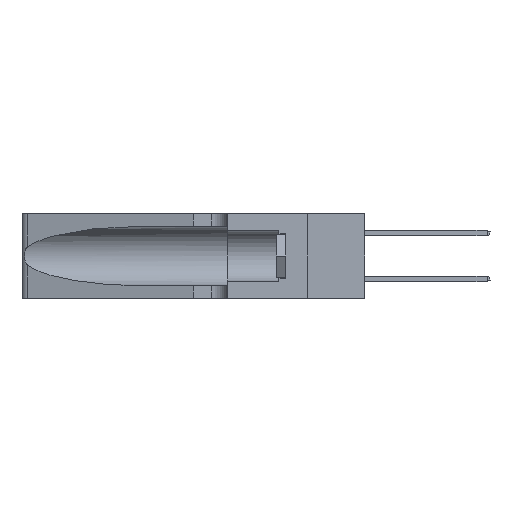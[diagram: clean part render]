
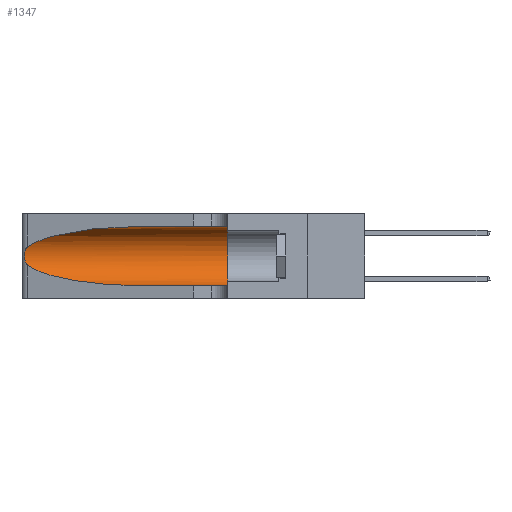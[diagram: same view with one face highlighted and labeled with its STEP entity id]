
A CAD part, left-side view. The second image highlights one B-rep face of the part: STEP entity #1347.
In plain terms, the highlighted cylindrical face has radius 3.308 mm (diameter 6.617 mm), a partial arc.
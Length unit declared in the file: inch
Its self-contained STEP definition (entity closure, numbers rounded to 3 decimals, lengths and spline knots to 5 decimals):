
#181 = B_SPLINE_CURVE_WITH_KNOTS ( 'NONE', 3,
 ( #17039, #22308, #13563, #2495, #15337, #4369, #17119, #6264, #18885, #8148, #20631, #9987, #22380, #11841 ),
 .UNSPECIFIED., .F., .F.,
 ( 4, 2, 2, 2, 2, 2, 4 ),
 ( 0., 0.00027, 0.00053, 0.00107, 0.0016, 0.00187, 0.00214 ),
 .UNSPECIFIED. ) ;
#373 = DIRECTION ( 'NONE',  ( 0., -1., 0. ) ) ;
#445 = FACE_OUTER_BOUND ( 'NONE', #6886, .T. ) ;
#491 =( BOUNDED_CURVE ( )  B_SPLINE_CURVE ( 3, ( #7550, #18312, #14852, #3831 ),
 .UNSPECIFIED., .F., .F. ) 
 B_SPLINE_CURVE_WITH_KNOTS ( ( 4, 4 ),
 ( 1.5708, 2.84003 ),
 .UNSPECIFIED. ) 
 CURVE ( )  GEOMETRIC_REPRESENTATION_ITEM ( )  RATIONAL_B_SPLINE_CURVE ( ( 1., 0.87, 0.87, 1. ) ) 
 REPRESENTATION_ITEM ( '' )  );
#1347 = ADVANCED_FACE ( 'NONE', ( #445 ), #9765, .F. ) ;
#2273 =( BOUNDED_CURVE ( )  B_SPLINE_CURVE ( 3, ( #8938, #12528, #23075, #21385 ),
 .UNSPECIFIED., .F., .T. ) 
 B_SPLINE_CURVE_WITH_KNOTS ( ( 4, 4 ),
 ( 3.44316, 4.71239 ),
 .UNSPECIFIED. ) 
 CURVE ( )  GEOMETRIC_REPRESENTATION_ITEM ( )  RATIONAL_B_SPLINE_CURVE ( ( 1., 0.87, 0.87, 1. ) ) 
 REPRESENTATION_ITEM ( '' )  );
#2336 = AXIS2_PLACEMENT_3D ( 'NONE', #13910, #20373, #14094 ) ;
#2495 = CARTESIAN_POINT ( 'NONE',  ( 0.25787, 1.23484, 0.2124 ) ) ;
#3289 = CARTESIAN_POINT ( 'NONE',  ( 0.1305, 1.61858, 0.05475 ) ) ;
#3409 = CARTESIAN_POINT ( 'NONE',  ( 0.1305, 0.72297, 0.05475 ) ) ;
#3831 = CARTESIAN_POINT ( 'NONE',  ( 0.25487, 1.22718, 0.22369 ) ) ;
#3923 = VERTEX_POINT ( 'NONE', #5883 ) ;
#4369 = CARTESIAN_POINT ( 'NONE',  ( 0.26018, 1.23835, 0.19895 ) ) ;
#4496 = ORIENTED_EDGE ( 'NONE', *, *, #9489, .F. ) ;
#5155 = AXIS2_PLACEMENT_3D ( 'NONE', #17925, #7139, #19696 ) ;
#5883 = CARTESIAN_POINT ( 'NONE',  ( 0.1305, 0.72297, 0.31525 ) ) ;
#6264 = CARTESIAN_POINT ( 'NONE',  ( 0.26075, 1.23896, 0.178 ) ) ;
#6645 = CIRCLE ( 'NONE', #5155, 0.13025 ) ;
#6886 = EDGE_LOOP ( 'NONE', ( #20251, #16436, #10584, #15921, #20873, #4496 ) ) ;
#7139 = DIRECTION ( 'NONE',  ( 0., 1., 0. ) ) ;
#7550 = CARTESIAN_POINT ( 'NONE',  ( 0.1305, 0.72297, 0.31525 ) ) ;
#7874 = LINE ( 'NONE', #14972, #12160 ) ;
#8148 = CARTESIAN_POINT ( 'NONE',  ( 0.25856, 1.23593, 0.16098 ) ) ;
#8591 = EDGE_CURVE ( 'NONE', #9453, #18857, #2273, .T. ) ;
#8938 = CARTESIAN_POINT ( 'NONE',  ( 0.25487, 1.22718, 0.14631 ) ) ;
#9453 = VERTEX_POINT ( 'NONE', #9579 ) ;
#9489 = EDGE_CURVE ( 'NONE', #3923, #18352, #7874, .T. ) ;
#9579 = CARTESIAN_POINT ( 'NONE',  ( 0.25487, 1.22718, 0.14631 ) ) ;
#9604 = CARTESIAN_POINT ( 'NONE',  ( 0.1305, 0.35, 0.05475 ) ) ;
#9765 = CYLINDRICAL_SURFACE ( 'NONE', #2336, 0.13025 ) ;
#9987 = CARTESIAN_POINT ( 'NONE',  ( 0.25639, 1.23186, 0.15144 ) ) ;
#10438 = EDGE_CURVE ( 'NONE', #18352, #16775, #6645, .T. ) ;
#10584 = ORIENTED_EDGE ( 'NONE', *, *, #8591, .T. ) ;
#11181 = VECTOR ( 'NONE', #23142, 39.37008 ) ;
#11841 = CARTESIAN_POINT ( 'NONE',  ( 0.25487, 1.22718, 0.14631 ) ) ;
#12160 = VECTOR ( 'NONE', #373, 39.37008 ) ;
#12528 = CARTESIAN_POINT ( 'NONE',  ( 0.2373, 1.15595, 0.08982 ) ) ;
#13563 = CARTESIAN_POINT ( 'NONE',  ( 0.25639, 1.23184, 0.21858 ) ) ;
#13908 = EDGE_CURVE ( 'NONE', #18857, #16775, #16475, .T. ) ;
#13910 = CARTESIAN_POINT ( 'NONE',  ( 0.1305, 1.61858, 0.185 ) ) ;
#14094 = DIRECTION ( 'NONE',  ( 0., 0., -1. ) ) ;
#14852 = CARTESIAN_POINT ( 'NONE',  ( 0.2373, 1.15595, 0.28018 ) ) ;
#14972 = CARTESIAN_POINT ( 'NONE',  ( 0.1305, 1.61858, 0.31525 ) ) ;
#15337 = CARTESIAN_POINT ( 'NONE',  ( 0.25854, 1.2359, 0.20912 ) ) ;
#15921 = ORIENTED_EDGE ( 'NONE', *, *, #13908, .T. ) ;
#16110 = EDGE_CURVE ( 'NONE', #3923, #16144, #491, .T. ) ;
#16144 = VERTEX_POINT ( 'NONE', #16689 ) ;
#16436 = ORIENTED_EDGE ( 'NONE', *, *, #21656, .T. ) ;
#16475 = LINE ( 'NONE', #3289, #11181 ) ;
#16528 = CARTESIAN_POINT ( 'NONE',  ( 0.1305, 0.35, 0.31525 ) ) ;
#16689 = CARTESIAN_POINT ( 'NONE',  ( 0.25487, 1.22718, 0.22369 ) ) ;
#16775 = VERTEX_POINT ( 'NONE', #9604 ) ;
#17039 = CARTESIAN_POINT ( 'NONE',  ( 0.25487, 1.22718, 0.22369 ) ) ;
#17119 = CARTESIAN_POINT ( 'NONE',  ( 0.26075, 1.23896, 0.19203 ) ) ;
#17925 = CARTESIAN_POINT ( 'NONE',  ( 0.1305, 0.35, 0.185 ) ) ;
#18312 = CARTESIAN_POINT ( 'NONE',  ( 0.18966, 0.96281, 0.31525 ) ) ;
#18352 = VERTEX_POINT ( 'NONE', #16528 ) ;
#18857 = VERTEX_POINT ( 'NONE', #3409 ) ;
#18885 = CARTESIAN_POINT ( 'NONE',  ( 0.26017, 1.23833, 0.17102 ) ) ;
#19696 = DIRECTION ( 'NONE',  ( 0., 0., 1. ) ) ;
#20251 = ORIENTED_EDGE ( 'NONE', *, *, #16110, .T. ) ;
#20373 = DIRECTION ( 'NONE',  ( 0., -1., 0. ) ) ;
#20631 = CARTESIAN_POINT ( 'NONE',  ( 0.25789, 1.23486, 0.15765 ) ) ;
#20873 = ORIENTED_EDGE ( 'NONE', *, *, #10438, .F. ) ;
#21385 = CARTESIAN_POINT ( 'NONE',  ( 0.1305, 0.72297, 0.05475 ) ) ;
#21656 = EDGE_CURVE ( 'NONE', #16144, #9453, #181, .T. ) ;
#22308 = CARTESIAN_POINT ( 'NONE',  ( 0.25555, 1.22994, 0.2215 ) ) ;
#22380 = CARTESIAN_POINT ( 'NONE',  ( 0.25555, 1.22993, 0.14849 ) ) ;
#23075 = CARTESIAN_POINT ( 'NONE',  ( 0.18966, 0.96281, 0.05475 ) ) ;
#23142 = DIRECTION ( 'NONE',  ( 0., -1., 0. ) ) ;
